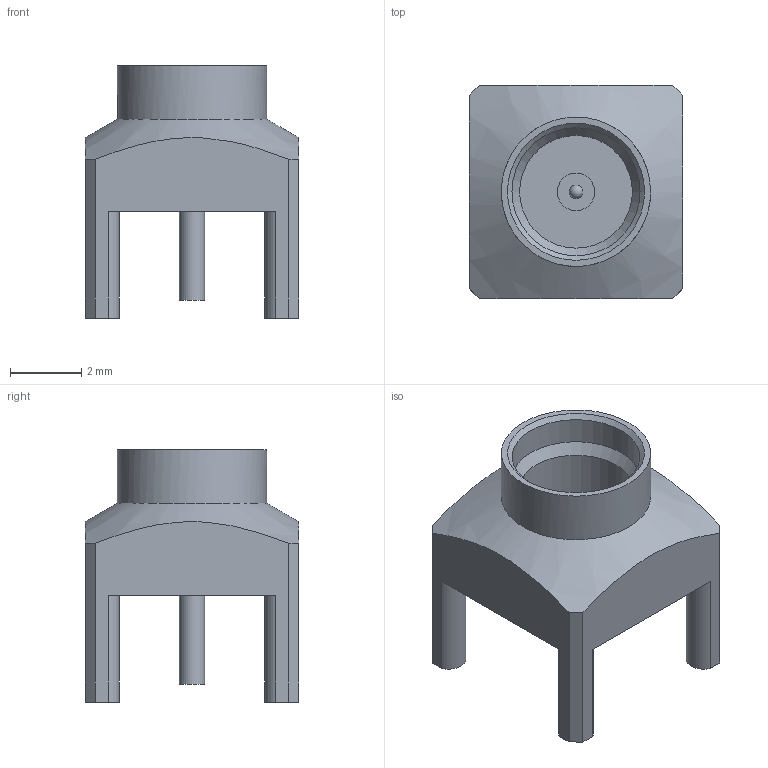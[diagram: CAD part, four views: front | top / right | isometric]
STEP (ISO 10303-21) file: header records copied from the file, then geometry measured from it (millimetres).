
FILE_DESCRIPTION (( 'STEP AP203' ), '1' );
FILE_NAME ('PE44840_3D.step', '2021-09-01T15:19:35', ( '' ), ( '' ), 'SwSTEP 2.0', 'SolidWorks 2021', '' );
FILE_SCHEMA (( 'CONFIG_CONTROL_DESIGN' ));
Length unit declared in the file: inch
Products named in the file (1): PE44840_3D
Bounding box: 6 x 6 x 7.1 mm (x, y, z)
Volume: 88.2 mm3; surface area: 213.7 mm2
Topology: 1 solids, 1 shells, 37 faces, 85 edges, 55 vertices
Faces by surface type: plane 20, cylinder 13, cone 3, sphere 1
Full cylindrical faces by diameter (mm): 0.381 x1, 0.711 x1, 0.965 x1, 1.059 x1, 3.175 x1, 3.607 x1, 4.2 x1, 4.445 x1, 4.5 x1
Entity records: 1134 total; most frequent: CARTESIAN_POINT 293, DIRECTION 158, ORIENTED_EDGE 134, EDGE_CURVE 67, AXIS2_PLACEMENT_3D 63, EDGE_LOOP 56, VERTEX_POINT 51, FACE_OUTER_BOUND 46
